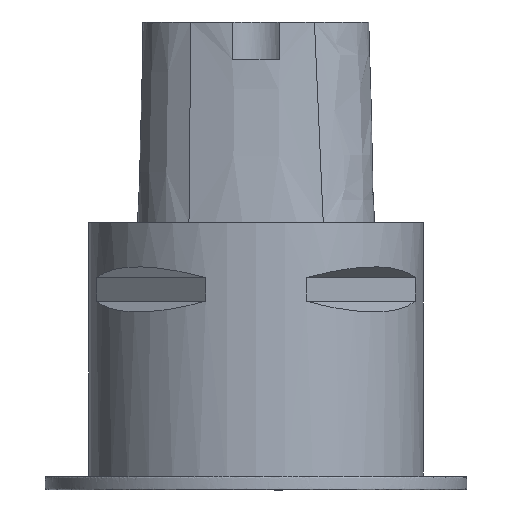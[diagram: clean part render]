
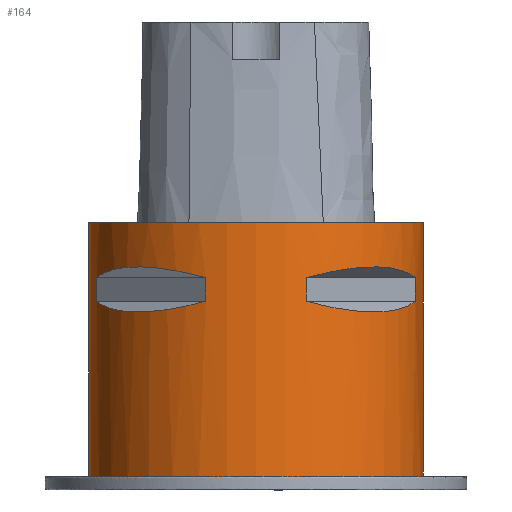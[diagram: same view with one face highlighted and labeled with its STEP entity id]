
A CAD part, front view. The second image highlights one B-rep face of the part: STEP entity #164.
In plain terms, the highlighted cylindrical face has radius 25 mm (diameter 50 mm), a full revolution.
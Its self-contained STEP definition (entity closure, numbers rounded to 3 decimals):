
#164=ADVANCED_FACE('',(#250,#251,#252,#253,#254,#255,#256,#257),#192,.T.);
#192=CYLINDRICAL_SURFACE('',#647,25.);
#194=ELLIPSE('',#638,28.868,25.);
#195=ELLIPSE('',#639,28.868,25.);
#196=ELLIPSE('',#640,28.868,25.);
#197=ELLIPSE('',#641,28.868,25.);
#198=ELLIPSE('',#643,28.868,25.);
#199=ELLIPSE('',#644,28.868,25.);
#200=ELLIPSE('',#645,28.868,25.);
#201=ELLIPSE('',#646,28.868,25.);
#202=LINE('',#872,#226);
#203=LINE('',#875,#227);
#204=LINE('',#878,#228);
#205=LINE('',#883,#229);
#206=LINE('',#886,#230);
#207=LINE('',#891,#231);
#208=LINE('',#896,#232);
#209=LINE('',#901,#233);
#210=LINE('',#904,#234);
#211=LINE('',#909,#235);
#226=VECTOR('',#715,1.);
#227=VECTOR('',#716,1.);
#228=VECTOR('',#717,1.);
#229=VECTOR('',#720,1.);
#230=VECTOR('',#723,1.);
#231=VECTOR('',#726,1.);
#232=VECTOR('',#731,1.);
#233=VECTOR('',#734,1.);
#234=VECTOR('',#737,1.);
#235=VECTOR('',#740,1.);
#250=FACE_BOUND('',#261,.T.);
#251=FACE_BOUND('',#262,.T.);
#252=FACE_BOUND('',#263,.T.);
#253=FACE_BOUND('',#264,.T.);
#254=FACE_BOUND('',#265,.T.);
#255=FACE_BOUND('',#266,.T.);
#256=FACE_BOUND('',#267,.T.);
#257=FACE_BOUND('',#268,.T.);
#261=EDGE_LOOP('',(#296));
#262=EDGE_LOOP('',(#297,#298));
#263=EDGE_LOOP('',(#299,#300));
#264=EDGE_LOOP('',(#301,#302,#303,#304));
#265=EDGE_LOOP('',(#305,#306,#307,#308));
#266=EDGE_LOOP('',(#309));
#267=EDGE_LOOP('',(#310,#311,#312,#313));
#268=EDGE_LOOP('',(#314,#315,#316,#317));
#296=ORIENTED_EDGE('',*,*,#450,.T.);
#297=ORIENTED_EDGE('',*,*,#451,.F.);
#298=ORIENTED_EDGE('',*,*,#451,.T.);
#299=ORIENTED_EDGE('',*,*,#452,.F.);
#300=ORIENTED_EDGE('',*,*,#452,.T.);
#301=ORIENTED_EDGE('',*,*,#453,.T.);
#302=ORIENTED_EDGE('',*,*,#454,.T.);
#303=ORIENTED_EDGE('',*,*,#455,.T.);
#304=ORIENTED_EDGE('',*,*,#456,.T.);
#305=ORIENTED_EDGE('',*,*,#457,.T.);
#306=ORIENTED_EDGE('',*,*,#458,.T.);
#307=ORIENTED_EDGE('',*,*,#459,.T.);
#308=ORIENTED_EDGE('',*,*,#460,.T.);
#309=ORIENTED_EDGE('',*,*,#461,.T.);
#310=ORIENTED_EDGE('',*,*,#462,.T.);
#311=ORIENTED_EDGE('',*,*,#463,.T.);
#312=ORIENTED_EDGE('',*,*,#464,.T.);
#313=ORIENTED_EDGE('',*,*,#465,.T.);
#314=ORIENTED_EDGE('',*,*,#466,.T.);
#315=ORIENTED_EDGE('',*,*,#467,.T.);
#316=ORIENTED_EDGE('',*,*,#468,.T.);
#317=ORIENTED_EDGE('',*,*,#469,.T.);
#408=VERTEX_POINT('',#871);
#409=VERTEX_POINT('',#873);
#410=VERTEX_POINT('',#874);
#411=VERTEX_POINT('',#876);
#412=VERTEX_POINT('',#877);
#413=VERTEX_POINT('',#879);
#414=VERTEX_POINT('',#880);
#415=VERTEX_POINT('',#882);
#416=VERTEX_POINT('',#884);
#417=VERTEX_POINT('',#887);
#418=VERTEX_POINT('',#888);
#419=VERTEX_POINT('',#890);
#420=VERTEX_POINT('',#892);
#421=VERTEX_POINT('',#895);
#422=VERTEX_POINT('',#897);
#423=VERTEX_POINT('',#898);
#424=VERTEX_POINT('',#900);
#425=VERTEX_POINT('',#902);
#426=VERTEX_POINT('',#905);
#427=VERTEX_POINT('',#906);
#428=VERTEX_POINT('',#908);
#429=VERTEX_POINT('',#910);
#450=EDGE_CURVE('',#408,#408,#506,.T.);
#451=EDGE_CURVE('',#409,#410,#202,.T.);
#452=EDGE_CURVE('',#411,#412,#203,.T.);
#453=EDGE_CURVE('',#413,#414,#204,.T.);
#454=EDGE_CURVE('',#414,#415,#194,.T.);
#455=EDGE_CURVE('',#415,#416,#205,.T.);
#456=EDGE_CURVE('',#416,#413,#195,.T.);
#457=EDGE_CURVE('',#417,#418,#206,.T.);
#458=EDGE_CURVE('',#418,#419,#196,.T.);
#459=EDGE_CURVE('',#419,#420,#207,.T.);
#460=EDGE_CURVE('',#420,#417,#197,.T.);
#461=EDGE_CURVE('',#421,#421,#507,.T.);
#462=EDGE_CURVE('',#422,#423,#208,.T.);
#463=EDGE_CURVE('',#423,#424,#198,.T.);
#464=EDGE_CURVE('',#424,#425,#209,.T.);
#465=EDGE_CURVE('',#425,#422,#199,.T.);
#466=EDGE_CURVE('',#426,#427,#210,.T.);
#467=EDGE_CURVE('',#427,#428,#200,.T.);
#468=EDGE_CURVE('',#428,#429,#211,.T.);
#469=EDGE_CURVE('',#429,#426,#201,.T.);
#506=CIRCLE('',#637,25.);
#507=CIRCLE('',#642,25.);
#637=AXIS2_PLACEMENT_3D('',#870,#713,#714);
#638=AXIS2_PLACEMENT_3D('',#881,#718,#719);
#639=AXIS2_PLACEMENT_3D('',#885,#721,#722);
#640=AXIS2_PLACEMENT_3D('',#889,#724,#725);
#641=AXIS2_PLACEMENT_3D('',#893,#727,#728);
#642=AXIS2_PLACEMENT_3D('',#894,#729,#730);
#643=AXIS2_PLACEMENT_3D('',#899,#732,#733);
#644=AXIS2_PLACEMENT_3D('',#903,#735,#736);
#645=AXIS2_PLACEMENT_3D('',#907,#738,#739);
#646=AXIS2_PLACEMENT_3D('',#911,#741,#742);
#647=AXIS2_PLACEMENT_3D('',#912,#743,#744);
#713=DIRECTION('',(0.,0.,1.));
#714=DIRECTION('',(1.,0.,0.));
#715=DIRECTION('',(0.,0.,1.));
#716=DIRECTION('',(0.,0.,1.));
#717=DIRECTION('',(0.,0.,1.));
#718=DIRECTION('',(-0.354,-0.354,0.866));
#719=DIRECTION('',(-0.612,-0.612,-0.5));
#720=DIRECTION('',(0.,0.,-1.));
#721=DIRECTION('',(-0.354,-0.354,-0.866));
#722=DIRECTION('',(0.612,0.612,-0.5));
#723=DIRECTION('',(0.,0.,1.));
#724=DIRECTION('',(0.354,0.354,0.866));
#725=DIRECTION('',(0.612,0.612,-0.5));
#726=DIRECTION('',(0.,0.,-1.));
#727=DIRECTION('',(0.354,0.354,-0.866));
#728=DIRECTION('',(-0.612,-0.612,-0.5));
#729=DIRECTION('',(0.,0.,-1.));
#730=DIRECTION('',(-1.,0.,0.));
#731=DIRECTION('',(0.,0.,1.));
#732=DIRECTION('',(0.354,-0.354,0.866));
#733=DIRECTION('',(0.612,-0.612,-0.5));
#734=DIRECTION('',(0.,0.,-1.));
#735=DIRECTION('',(0.354,-0.354,-0.866));
#736=DIRECTION('',(-0.612,0.612,-0.5));
#737=DIRECTION('',(0.,0.,1.));
#738=DIRECTION('',(-0.354,0.354,0.866));
#739=DIRECTION('',(-0.612,0.612,-0.5));
#740=DIRECTION('',(0.,0.,-1.));
#741=DIRECTION('',(-0.354,0.354,-0.866));
#742=DIRECTION('',(0.612,-0.612,-0.5));
#743=DIRECTION('',(0.,0.,-1.));
#744=DIRECTION('',(1.,0.,0.));
#870=CARTESIAN_POINT('',(0.,0.,-39.6));
#871=CARTESIAN_POINT('',(25.,0.,-39.6));
#872=CARTESIAN_POINT('',(25.,0.,-1020.));
#873=CARTESIAN_POINT('',(25.,0.,-34.403));
#874=CARTESIAN_POINT('',(25.,0.,-20.));
#875=CARTESIAN_POINT('',(-25.,0.,-1020.));
#876=CARTESIAN_POINT('',(-25.,0.,-34.487));
#877=CARTESIAN_POINT('',(-25.,0.,-20.));
#878=CARTESIAN_POINT('',(23.839,7.53,0.));
#879=CARTESIAN_POINT('',(23.839,7.53,-11.75));
#880=CARTESIAN_POINT('',(23.839,7.53,-8.25));
#881=CARTESIAN_POINT('',(0.,0.,-21.056));
#882=CARTESIAN_POINT('',(7.53,23.839,-8.25));
#883=CARTESIAN_POINT('',(7.53,23.839,0.));
#884=CARTESIAN_POINT('',(7.53,23.839,-11.75));
#885=CARTESIAN_POINT('',(0.,0.,1.056));
#886=CARTESIAN_POINT('',(-23.839,-7.53,0.));
#887=CARTESIAN_POINT('',(-23.839,-7.53,-11.75));
#888=CARTESIAN_POINT('',(-23.839,-7.53,-8.25));
#889=CARTESIAN_POINT('',(0.,0.,-21.056));
#890=CARTESIAN_POINT('',(-7.53,-23.839,-8.25));
#891=CARTESIAN_POINT('',(-7.53,-23.839,0.));
#892=CARTESIAN_POINT('',(-7.53,-23.839,-11.75));
#893=CARTESIAN_POINT('',(0.,0.,1.056));
#894=CARTESIAN_POINT('',(0.,0.,0.));
#895=CARTESIAN_POINT('',(-25.,0.,0.));
#896=CARTESIAN_POINT('',(-7.53,23.839,0.));
#897=CARTESIAN_POINT('',(-7.53,23.839,-11.75));
#898=CARTESIAN_POINT('',(-7.53,23.839,-8.25));
#899=CARTESIAN_POINT('',(0.,0.,-21.056));
#900=CARTESIAN_POINT('',(-23.839,7.53,-8.25));
#901=CARTESIAN_POINT('',(-23.839,7.53,0.));
#902=CARTESIAN_POINT('',(-23.839,7.53,-11.75));
#903=CARTESIAN_POINT('',(0.,0.,1.056));
#904=CARTESIAN_POINT('',(7.53,-23.839,0.));
#905=CARTESIAN_POINT('',(7.53,-23.839,-11.75));
#906=CARTESIAN_POINT('',(7.53,-23.839,-8.25));
#907=CARTESIAN_POINT('',(0.,0.,-21.056));
#908=CARTESIAN_POINT('',(23.839,-7.53,-8.25));
#909=CARTESIAN_POINT('',(23.839,-7.53,0.));
#910=CARTESIAN_POINT('',(23.839,-7.53,-11.75));
#911=CARTESIAN_POINT('',(0.,0.,1.056));
#912=CARTESIAN_POINT('',(0.,0.,-1020.));
